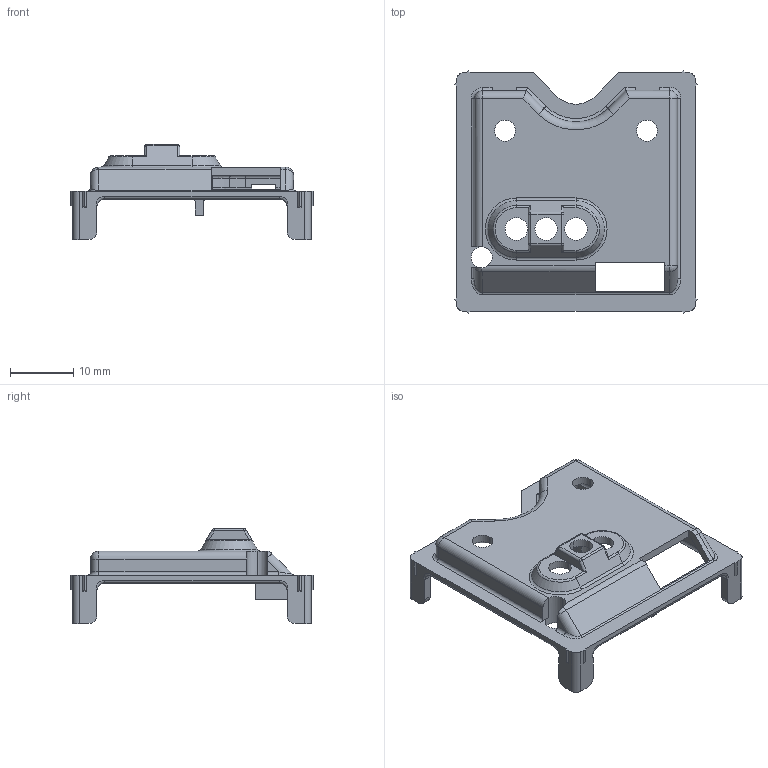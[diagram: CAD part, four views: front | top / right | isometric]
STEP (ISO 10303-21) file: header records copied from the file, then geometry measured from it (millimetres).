
FILE_DESCRIPTION((''),'2;1');
FILE_NAME('214662_ASM','2019-10-09T12:18:57',('pdmadmin'),('BANNER ENGINEERING'),'CREO PARAMETRIC BY PTC INC, 2018300','CREO PARAMETRIC BY PTC INC, 2018300','');
FILE_SCHEMA(('CONFIG_CONTROL_DESIGN'));
Length unit declared in the file: inch
Products named in the file (2): 138374; 214662_ASM
Assembly tree (1 placements, depth 2):
  214662_ASM
    138374
Bounding box: 38.15 x 38.2 x 14.99 mm (x, y, z)
Volume: 2316.3 mm3; surface area: 4017.5 mm2
Topology: 1 solids, 1 shells, 286 faces, 758 edges, 457 vertices
Faces by surface type: cylinder 121, plane 111, bspline 17, torus 17, sphere 16, cone 4
Entity records: 10227 total; most frequent: CARTESIAN_POINT 3186, ORIENTED_EDGE 1490, DIRECTION 1442, EDGE_CURVE 745, AXIS2_PLACEMENT_3D 500, VERTEX_POINT 457, VECTOR 442, LINE 442
